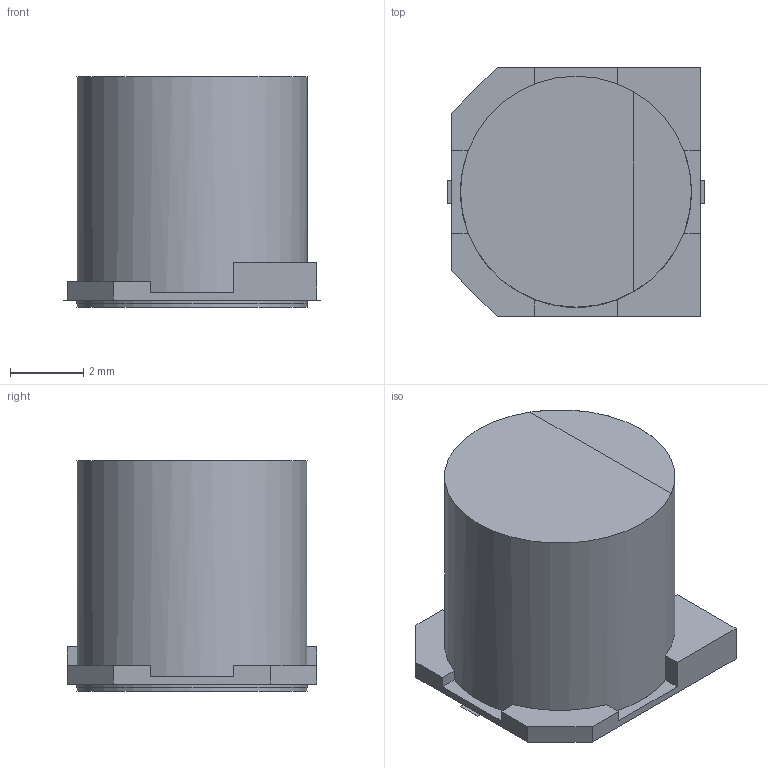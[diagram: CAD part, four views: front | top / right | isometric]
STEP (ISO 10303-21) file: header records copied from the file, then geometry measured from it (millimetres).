
FILE_DESCRIPTION(('Open CASCADE Model'),'2;1');
FILE_NAME('Open CASCADE Shape Model','2016-07-26T18:29:32',('Author'),( 'Open CASCADE'),'Open CASCADE STEP processor 6.8','Open CASCADE 6.8' ,'Unknown');
FILE_SCHEMA(('AUTOMOTIVE_DESIGN { 1 0 10303 214 1 1 1 1 }'));
Length unit declared in the file: millimetre
Products named in the file (11): PCB; Designator1; 813528720; base; Open_CASCADE_STEP_translator_6.8_2.1.1; cylinder; Open_CASCADE_STEP_translator_6.8_2.2.1; Open_CASCADE_STEP_translator_6.8_2.2.2; mark; Open_CASCADE_STEP_translator_6.8_2.3.1; lead
Assembly tree (10 placements, depth 4):
  PCB
  Designator1
    813528720
      base
        Open_CASCADE_STEP_translator_6.8_2.1.1
      cylinder
        Open_CASCADE_STEP_translator_6.8_2.2.1
        Open_CASCADE_STEP_translator_6.8_2.2.2
      mark
        Open_CASCADE_STEP_translator_6.8_2.3.1
      lead  x2
Bounding box: 7 x 6.8 x 6.3 mm (x, y, z)
Volume: 206.3 mm3; surface area: 392.8 mm2
Topology: 5 solids, 6 shells, 79 faces, 175 edges, 109 vertices
Faces by surface type: plane 67, cylinder 12
Full cylindrical faces by diameter (mm): 5.513 x1, 6.3 x3
Entity records: 4424 total; most frequent: CARTESIAN_POINT 779, DIRECTION 691, LINE 395, VECTOR 395, ORIENTED_EDGE 323, PCURVE 323, DEFINITIONAL_REPRESENTATION 323, EDGE_CURVE 163
